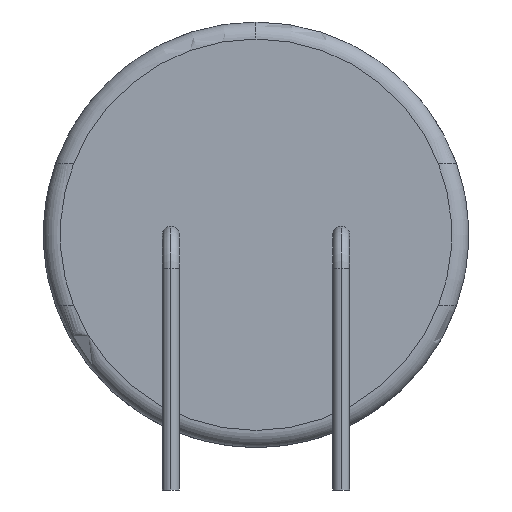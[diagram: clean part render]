
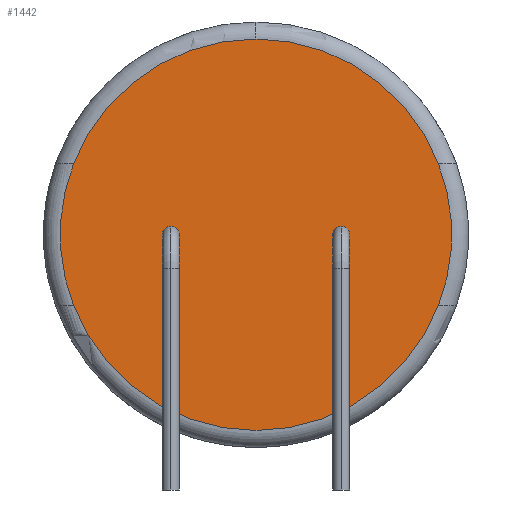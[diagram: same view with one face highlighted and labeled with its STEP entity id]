
A CAD part, front view. The second image highlights one B-rep face of the part: STEP entity #1442.
In plain terms, the highlighted planar face has unit normal (0, -1, 0).
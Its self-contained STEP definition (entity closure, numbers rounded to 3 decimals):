
#380 = VERTEX_POINT('',#381);
#381 = CARTESIAN_POINT('',(2.5,2.,6.55));
#387 = EDGE_CURVE('',#380,#388,#390,.T.);
#388 = VERTEX_POINT('',#389);
#389 = CARTESIAN_POINT('',(2.5,2.,6.05));
#390 = CIRCLE('',#391,0.25);
#391 = AXIS2_PLACEMENT_3D('',#392,#393,#394);
#392 = CARTESIAN_POINT('',(2.5,2.,6.3));
#393 = DIRECTION('',(0.,-1.,0.));
#394 = DIRECTION('',(0.,0.,-1.));
#418 = VERTEX_POINT('',#419);
#419 = CARTESIAN_POINT('',(-2.5,2.,6.55));
#425 = EDGE_CURVE('',#418,#426,#428,.T.);
#426 = VERTEX_POINT('',#427);
#427 = CARTESIAN_POINT('',(-2.5,2.,6.05));
#428 = CIRCLE('',#429,0.25);
#429 = AXIS2_PLACEMENT_3D('',#430,#431,#432);
#430 = CARTESIAN_POINT('',(-2.5,2.,6.3));
#431 = DIRECTION('',(0.,-1.,0.));
#432 = DIRECTION('',(0.,0.,1.));
#742 = VERTEX_POINT('',#743);
#743 = CARTESIAN_POINT('',(0.,2.,12.05));
#750 = EDGE_CURVE('',#751,#742,#753,.T.);
#751 = VERTEX_POINT('',#752);
#752 = CARTESIAN_POINT('',(5.359,2.,8.383));
#753 = CIRCLE('',#754,5.75);
#754 = AXIS2_PLACEMENT_3D('',#755,#756,#757);
#755 = CARTESIAN_POINT('',(0.,2.,6.3));
#756 = DIRECTION('',(0.,-1.,0.));
#757 = DIRECTION('',(0.,0.,1.));
#788 = VERTEX_POINT('',#789);
#789 = CARTESIAN_POINT('',(5.359,2.,4.217));
#800 = EDGE_CURVE('',#801,#788,#803,.T.);
#801 = VERTEX_POINT('',#802);
#802 = CARTESIAN_POINT('',(-5.359,2.,4.217));
#803 = CIRCLE('',#804,5.75);
#804 = AXIS2_PLACEMENT_3D('',#805,#806,#807);
#805 = CARTESIAN_POINT('',(0.,2.,6.3));
#806 = DIRECTION('',(0.,-1.,0.));
#807 = DIRECTION('',(0.,0.,1.));
#835 = EDGE_CURVE('',#788,#751,#836,.T.);
#836 = CIRCLE('',#837,5.75);
#837 = AXIS2_PLACEMENT_3D('',#838,#839,#840);
#838 = CARTESIAN_POINT('',(0.,2.,6.3));
#839 = DIRECTION('',(0.,-1.,0.));
#840 = DIRECTION('',(0.,0.,1.));
#861 = VERTEX_POINT('',#862);
#862 = CARTESIAN_POINT('',(-5.359,2.,8.383));
#871 = EDGE_CURVE('',#742,#861,#872,.T.);
#872 = CIRCLE('',#873,5.75);
#873 = AXIS2_PLACEMENT_3D('',#874,#875,#876);
#874 = CARTESIAN_POINT('',(0.,2.,6.3));
#875 = DIRECTION('',(0.,-1.,0.));
#876 = DIRECTION('',(0.,0.,1.));
#1442 = ADVANCED_FACE('',(#1443,#1453,#1463),#1476,.T.);
#1443 = FACE_BOUND('',#1444,.T.);
#1444 = EDGE_LOOP('',(#1445,#1452));
#1445 = ORIENTED_EDGE('',*,*,#1446,.F.);
#1446 = EDGE_CURVE('',#388,#380,#1447,.T.);
#1447 = CIRCLE('',#1448,0.25);
#1448 = AXIS2_PLACEMENT_3D('',#1449,#1450,#1451);
#1449 = CARTESIAN_POINT('',(2.5,2.,6.3));
#1450 = DIRECTION('',(0.,-1.,0.));
#1451 = DIRECTION('',(0.,0.,-1.));
#1452 = ORIENTED_EDGE('',*,*,#387,.F.);
#1453 = FACE_BOUND('',#1454,.T.);
#1454 = EDGE_LOOP('',(#1455,#1462));
#1455 = ORIENTED_EDGE('',*,*,#1456,.F.);
#1456 = EDGE_CURVE('',#426,#418,#1457,.T.);
#1457 = CIRCLE('',#1458,0.25);
#1458 = AXIS2_PLACEMENT_3D('',#1459,#1460,#1461);
#1459 = CARTESIAN_POINT('',(-2.5,2.,6.3));
#1460 = DIRECTION('',(0.,-1.,0.));
#1461 = DIRECTION('',(0.,0.,1.));
#1462 = ORIENTED_EDGE('',*,*,#425,.F.);
#1463 = FACE_BOUND('',#1464,.T.);
#1464 = EDGE_LOOP('',(#1465,#1472,#1473,#1474,#1475));
#1465 = ORIENTED_EDGE('',*,*,#1466,.T.);
#1466 = EDGE_CURVE('',#861,#801,#1467,.T.);
#1467 = CIRCLE('',#1468,5.75);
#1468 = AXIS2_PLACEMENT_3D('',#1469,#1470,#1471);
#1469 = CARTESIAN_POINT('',(0.,2.,6.3));
#1470 = DIRECTION('',(0.,-1.,0.));
#1471 = DIRECTION('',(0.,0.,1.));
#1472 = ORIENTED_EDGE('',*,*,#800,.T.);
#1473 = ORIENTED_EDGE('',*,*,#835,.T.);
#1474 = ORIENTED_EDGE('',*,*,#750,.T.);
#1475 = ORIENTED_EDGE('',*,*,#871,.T.);
#1476 = PLANE('',#1477);
#1477 = AXIS2_PLACEMENT_3D('',#1478,#1479,#1480);
#1478 = CARTESIAN_POINT('',(0.,2.,6.3));
#1479 = DIRECTION('',(0.,-1.,0.));
#1480 = DIRECTION('',(0.,0.,1.));
